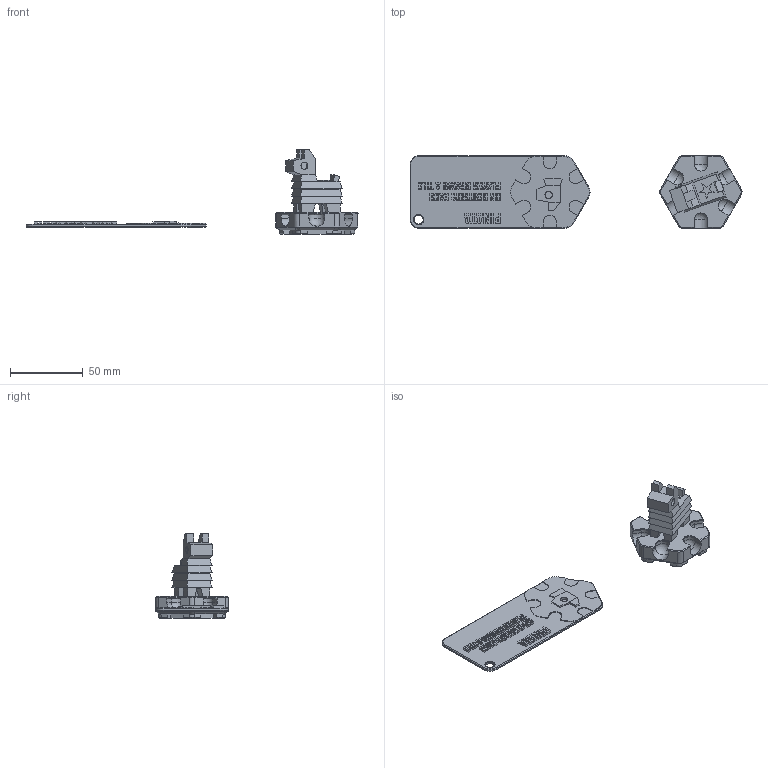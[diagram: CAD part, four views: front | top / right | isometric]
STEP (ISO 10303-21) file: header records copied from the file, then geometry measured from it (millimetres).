
FILE_DESCRIPTION(/* description */ (''),/* implementation_level */ '2;1');
FILE_NAME(/* name */ 'Pinata.step',/* time_stamp */ '2025-03-28T17:32:50-07:00',/* author */ (''),/* organization */ (''),/* preprocessor_version */ 'ST-DEVELOPER v20.1',/* originating_system */ 'Autodesk Translation Framework v14.4.0.0',/* authorisation */ '');
FILE_SCHEMA (('AUTOMOTIVE_DESIGN { 1 0 10303 214 3 1 1 }'));
Length unit declared in the file: millimetre
Products named in the file (1): Pinata
Bounding box: 228.25 x 50 x 58.18 mm (x, y, z)
Volume: 50803.4 mm3; surface area: 25670.1 mm2
Topology: 3 solids, 3 shells, 865 faces, 2260 edges, 1454 vertices
Faces by surface type: plane 668, bspline 102, cylinder 59, cone 30, sphere 6
Full cylindrical faces by diameter (mm): 3 x1, 4.8 x1, 5 x3, 6 x1
Entity records: 27825 total; most frequent: CARTESIAN_POINT 7153, ORIENTED_EDGE 4514, DIRECTION 3738, EDGE_CURVE 2257, LINE 1890, VECTOR 1890, VERTEX_POINT 1454, EDGE_LOOP 929
